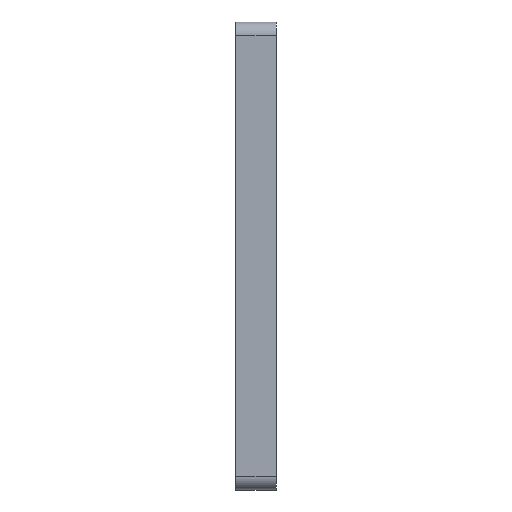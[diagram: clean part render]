
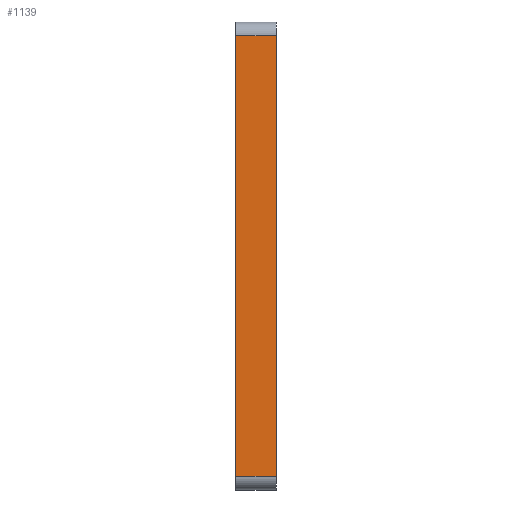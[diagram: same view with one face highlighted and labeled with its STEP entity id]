
A CAD part, left-side view. The second image highlights one B-rep face of the part: STEP entity #1139.
In plain terms, the highlighted planar face has unit normal (-1, 0, 0).
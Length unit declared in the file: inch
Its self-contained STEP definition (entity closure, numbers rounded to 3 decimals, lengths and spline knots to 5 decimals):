
#64 = ORIENTED_EDGE ( 'NONE', *, *, #181, .F. ) ;
#77 = EDGE_CURVE ( 'NONE', #1198, #944, #1086, .T. ) ;
#84 = CARTESIAN_POINT ( 'NONE',  ( 0., 0., -0.40354 ) ) ;
#181 = EDGE_CURVE ( 'NONE', #1451, #944, #210, .T. ) ;
#210 = LINE ( 'NONE', #2103, #2735 ) ;
#275 = EDGE_CURVE ( 'NONE', #1402, #1451, #1672, .T. ) ;
#306 = ORIENTED_EDGE ( 'NONE', *, *, #77, .T. ) ;
#312 = DIRECTION ( 'NONE',  ( -1., 0., 0. ) ) ;
#570 = DIRECTION ( 'NONE',  ( 0., 0., 1. ) ) ;
#656 = CARTESIAN_POINT ( 'NONE',  ( 0., 0.375, 3.65354 ) ) ;
#772 = DIRECTION ( 'NONE',  ( 0., 0., 1. ) ) ;
#944 = VERTEX_POINT ( 'NONE', #2032 ) ;
#1032 = PLANE ( 'NONE',  #2308 ) ;
#1086 = LINE ( 'NONE', #2730, #3073 ) ;
#1139 = ADVANCED_FACE ( 'NONE', ( #1524 ), #1032, .T. ) ;
#1198 = VERTEX_POINT ( 'NONE', #84 ) ;
#1225 = ORIENTED_EDGE ( 'NONE', *, *, #275, .F. ) ;
#1238 = ORIENTED_EDGE ( 'NONE', *, *, #2731, .T. ) ;
#1239 = EDGE_LOOP ( 'NONE', ( #306, #64, #1225, #1238 ) ) ;
#1305 = CARTESIAN_POINT ( 'NONE',  ( 0., 0.375, 3.77854 ) ) ;
#1402 = VERTEX_POINT ( 'NONE', #1415 ) ;
#1415 = CARTESIAN_POINT ( 'NONE',  ( 0., 0.375, -0.40354 ) ) ;
#1451 = VERTEX_POINT ( 'NONE', #656 ) ;
#1484 = VECTOR ( 'NONE', #2617, 39.37008 ) ;
#1524 = FACE_OUTER_BOUND ( 'NONE', #1239, .T. ) ;
#1672 = LINE ( 'NONE', #2630, #2084 ) ;
#1979 = CARTESIAN_POINT ( 'NONE',  ( 0., 0.375, -0.40354 ) ) ;
#2032 = CARTESIAN_POINT ( 'NONE',  ( 0., 0., 3.65354 ) ) ;
#2084 = VECTOR ( 'NONE', #772, 39.37008 ) ;
#2103 = CARTESIAN_POINT ( 'NONE',  ( 0., 0.375, 3.65354 ) ) ;
#2142 = DIRECTION ( 'NONE',  ( 0., -1., 0. ) ) ;
#2199 = LINE ( 'NONE', #1979, #1484 ) ;
#2308 = AXIS2_PLACEMENT_3D ( 'NONE', #1305, #312, #2979 ) ;
#2617 = DIRECTION ( 'NONE',  ( 0., -1., 0. ) ) ;
#2630 = CARTESIAN_POINT ( 'NONE',  ( 0., 0.375, -0.52854 ) ) ;
#2730 = CARTESIAN_POINT ( 'NONE',  ( 0., 0., 3.77854 ) ) ;
#2731 = EDGE_CURVE ( 'NONE', #1402, #1198, #2199, .T. ) ;
#2735 = VECTOR ( 'NONE', #2142, 39.37008 ) ;
#2979 = DIRECTION ( 'NONE',  ( 0., 0., 1. ) ) ;
#3073 = VECTOR ( 'NONE', #570, 39.37008 ) ;
